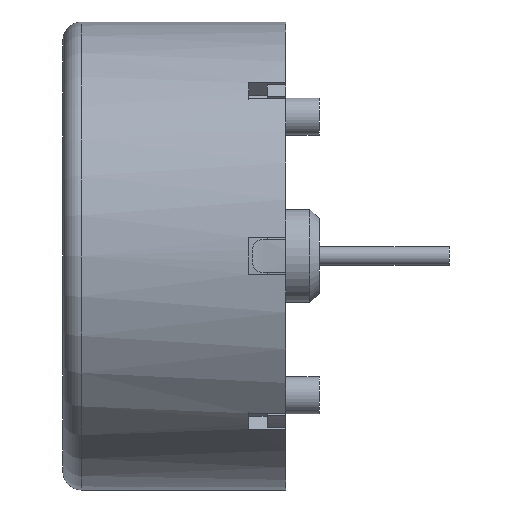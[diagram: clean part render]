
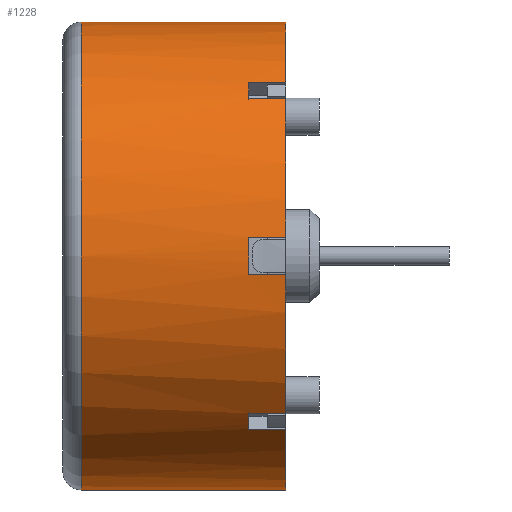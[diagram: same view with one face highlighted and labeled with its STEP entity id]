
A CAD part, left-side view. The second image highlights one B-rep face of the part: STEP entity #1228.
In plain terms, the highlighted cylindrical face has radius 6.3 mm (diameter 12.6 mm), a partial arc.
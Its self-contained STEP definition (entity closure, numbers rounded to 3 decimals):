
#1 = VERTEX_POINT ( 'NONE', #1615 ) ;
#35 = VERTEX_POINT ( 'NONE', #3322 ) ;
#37 = DIRECTION ( 'NONE',  ( 0., -1., 0. ) ) ;
#48 = DIRECTION ( 'NONE',  ( 0., 0., 1. ) ) ;
#52 = CARTESIAN_POINT ( 'NONE',  ( 0., 1.9, 0. ) ) ;
#73 = EDGE_CURVE ( 'NONE', #475, #35, #2652, .T. ) ;
#77 = LINE ( 'NONE', #3688, #120 ) ;
#101 = EDGE_CURVE ( 'NONE', #3515, #2774, #2967, .T. ) ;
#120 = VECTOR ( 'NONE', #2788, 1000. ) ;
#176 = VECTOR ( 'NONE', #1807, 1000. ) ;
#177 = VERTEX_POINT ( 'NONE', #836 ) ;
#189 = CARTESIAN_POINT ( 'NONE',  ( 0., 0.9, 0. ) ) ;
#191 = VECTOR ( 'NONE', #3718, 1000. ) ;
#223 = DIRECTION ( 'NONE',  ( 0., -1., 0. ) ) ;
#250 = CARTESIAN_POINT ( 'NONE',  ( -4.662, 0.9, -4.238 ) ) ;
#265 = DIRECTION ( 'NONE',  ( 0., 1., 0. ) ) ;
#325 = DIRECTION ( 'NONE',  ( 0., -1., 0. ) ) ;
#399 = CARTESIAN_POINT ( 'NONE',  ( 0., 6.4, 6.3 ) ) ;
#403 = EDGE_CURVE ( 'NONE', #1511, #1, #77, .T. ) ;
#418 = EDGE_CURVE ( 'NONE', #1511, #475, #1991, .T. ) ;
#475 = VERTEX_POINT ( 'NONE', #2333 ) ;
#485 = DIRECTION ( 'NONE',  ( 0., 1., 0. ) ) ;
#499 = CARTESIAN_POINT ( 'NONE',  ( 0., 31.619, -6.3 ) ) ;
#511 = CARTESIAN_POINT ( 'NONE',  ( -6.28, 1.9, 0.5 ) ) ;
#553 = CYLINDRICAL_SURFACE ( 'NONE', #2186, 6.3 ) ;
#561 = LINE ( 'NONE', #3137, #1617 ) ;
#572 = ORIENTED_EDGE ( 'NONE', *, *, #73, .T. ) ;
#599 = CARTESIAN_POINT ( 'NONE',  ( 0., 1.9, 0. ) ) ;
#613 = CARTESIAN_POINT ( 'NONE',  ( -4.662, 0.9, 4.238 ) ) ;
#616 = DIRECTION ( 'NONE',  ( 0., 0., 1. ) ) ;
#621 = CARTESIAN_POINT ( 'NONE',  ( -4.238, 1.9, -4.662 ) ) ;
#628 = CARTESIAN_POINT ( 'NONE',  ( -4.238, 1.9, 4.662 ) ) ;
#654 = AXIS2_PLACEMENT_3D ( 'NONE', #3432, #265, #1701 ) ;
#661 = CARTESIAN_POINT ( 'NONE',  ( 0., 6.4, 0. ) ) ;
#677 = EDGE_CURVE ( 'NONE', #922, #177, #972, .T. ) ;
#689 = CARTESIAN_POINT ( 'NONE',  ( -4.238, 1.9, 4.662 ) ) ;
#691 = ORIENTED_EDGE ( 'NONE', *, *, #2627, .T. ) ;
#717 = ORIENTED_EDGE ( 'NONE', *, *, #101, .F. ) ;
#744 = ORIENTED_EDGE ( 'NONE', *, *, #3488, .F. ) ;
#750 = DIRECTION ( 'NONE',  ( 0., 1., 0. ) ) ;
#836 = CARTESIAN_POINT ( 'NONE',  ( -6.28, 1.9, -0.5 ) ) ;
#879 = CARTESIAN_POINT ( 'NONE',  ( -4.662, 1.9, 4.238 ) ) ;
#888 = DIRECTION ( 'NONE',  ( 0., -1., 0. ) ) ;
#922 = VERTEX_POINT ( 'NONE', #2211 ) ;
#936 = ORIENTED_EDGE ( 'NONE', *, *, #1112, .F. ) ;
#938 = EDGE_CURVE ( 'NONE', #2869, #1, #1524, .T. ) ;
#972 = CIRCLE ( 'NONE', #1288, 6.3 ) ;
#997 = AXIS2_PLACEMENT_3D ( 'NONE', #661, #37, #48 ) ;
#1018 = VERTEX_POINT ( 'NONE', #3731 ) ;
#1039 = ORIENTED_EDGE ( 'NONE', *, *, #938, .T. ) ;
#1048 = VERTEX_POINT ( 'NONE', #250 ) ;
#1062 = LINE ( 'NONE', #1626, #3107 ) ;
#1078 = DIRECTION ( 'NONE',  ( 0., 0., 1. ) ) ;
#1084 = DIRECTION ( 'NONE',  ( 0., 0., -1. ) ) ;
#1112 = EDGE_CURVE ( 'NONE', #3682, #3735, #3342, .T. ) ;
#1117 = DIRECTION ( 'NONE',  ( 0., -1., 0. ) ) ;
#1164 = VERTEX_POINT ( 'NONE', #628 ) ;
#1192 = VECTOR ( 'NONE', #1357, 1000. ) ;
#1195 = ORIENTED_EDGE ( 'NONE', *, *, #2243, .T. ) ;
#1228 = ADVANCED_FACE ( 'NONE', ( #2358 ), #553, .T. ) ;
#1236 = AXIS2_PLACEMENT_3D ( 'NONE', #3407, #485, #1078 ) ;
#1249 = CARTESIAN_POINT ( 'NONE',  ( 0., 0.9, 0. ) ) ;
#1254 = DIRECTION ( 'NONE',  ( 0., -1., 0. ) ) ;
#1288 = AXIS2_PLACEMENT_3D ( 'NONE', #2809, #2780, #1084 ) ;
#1296 = ORIENTED_EDGE ( 'NONE', *, *, #3177, .T. ) ;
#1357 = DIRECTION ( 'NONE',  ( 0., -1., 0. ) ) ;
#1401 = AXIS2_PLACEMENT_3D ( 'NONE', #52, #888, #616 ) ;
#1468 = CARTESIAN_POINT ( 'NONE',  ( -4.662, 1.9, -4.238 ) ) ;
#1511 = VERTEX_POINT ( 'NONE', #399 ) ;
#1524 = CIRCLE ( 'NONE', #654, 6.3 ) ;
#1542 = ORIENTED_EDGE ( 'NONE', *, *, #418, .T. ) ;
#1573 = ORIENTED_EDGE ( 'NONE', *, *, #3046, .T. ) ;
#1575 = CIRCLE ( 'NONE', #1401, 6.3 ) ;
#1615 = CARTESIAN_POINT ( 'NONE',  ( 0., 0.9, 6.3 ) ) ;
#1617 = VECTOR ( 'NONE', #1117, 1000. ) ;
#1626 = CARTESIAN_POINT ( 'NONE',  ( -4.662, 1.9, -4.238 ) ) ;
#1645 = CIRCLE ( 'NONE', #2065, 6.3 ) ;
#1658 = ORIENTED_EDGE ( 'NONE', *, *, #2053, .F. ) ;
#1701 = DIRECTION ( 'NONE',  ( 0., 0., 1. ) ) ;
#1709 = ORIENTED_EDGE ( 'NONE', *, *, #403, .F. ) ;
#1807 = DIRECTION ( 'NONE',  ( 0., -1., 0. ) ) ;
#1932 = LINE ( 'NONE', #511, #1192 ) ;
#1991 = CIRCLE ( 'NONE', #997, 6.3 ) ;
#2053 = EDGE_CURVE ( 'NONE', #1164, #3515, #1645, .T. ) ;
#2065 = AXIS2_PLACEMENT_3D ( 'NONE', #599, #325, #3153 ) ;
#2122 = ORIENTED_EDGE ( 'NONE', *, *, #2997, .T. ) ;
#2162 = ORIENTED_EDGE ( 'NONE', *, *, #677, .F. ) ;
#2178 = LINE ( 'NONE', #689, #176 ) ;
#2186 = AXIS2_PLACEMENT_3D ( 'NONE', #2950, #1254, #2965 ) ;
#2211 = CARTESIAN_POINT ( 'NONE',  ( -6.28, 1.9, 0.5 ) ) ;
#2243 = EDGE_CURVE ( 'NONE', #3587, #1048, #1062, .T. ) ;
#2332 = EDGE_CURVE ( 'NONE', #2830, #2774, #2346, .T. ) ;
#2333 = CARTESIAN_POINT ( 'NONE',  ( 0., 6.4, -6.3 ) ) ;
#2346 = CIRCLE ( 'NONE', #2786, 6.3 ) ;
#2351 = DIRECTION ( 'NONE',  ( 0., -1., 0. ) ) ;
#2358 = FACE_OUTER_BOUND ( 'NONE', #2517, .T. ) ;
#2393 = DIRECTION ( 'NONE',  ( 0., 0., 1. ) ) ;
#2481 = VECTOR ( 'NONE', #2351, 1000. ) ;
#2501 = CARTESIAN_POINT ( 'NONE',  ( -4.662, 1.9, 4.238 ) ) ;
#2517 = EDGE_LOOP ( 'NONE', ( #1709, #1542, #572, #1573, #936, #744, #1195, #1296, #3495, #2162, #691, #2677, #717, #1658, #2122, #1039 ) ) ;
#2586 = CARTESIAN_POINT ( 'NONE',  ( -6.28, 0.9, 0.5 ) ) ;
#2624 = CIRCLE ( 'NONE', #1236, 6.3 ) ;
#2627 = EDGE_CURVE ( 'NONE', #922, #2830, #1932, .T. ) ;
#2646 = DIRECTION ( 'NONE',  ( 0., 1., 0. ) ) ;
#2652 = LINE ( 'NONE', #499, #191 ) ;
#2677 = ORIENTED_EDGE ( 'NONE', *, *, #2332, .T. ) ;
#2729 = DIRECTION ( 'NONE',  ( 0., -1., 0. ) ) ;
#2758 = EDGE_CURVE ( 'NONE', #177, #1018, #561, .T. ) ;
#2774 = VERTEX_POINT ( 'NONE', #613 ) ;
#2780 = DIRECTION ( 'NONE',  ( 0., -1., 0. ) ) ;
#2786 = AXIS2_PLACEMENT_3D ( 'NONE', #1249, #2646, #2393 ) ;
#2788 = DIRECTION ( 'NONE',  ( 0., -1., 0. ) ) ;
#2809 = CARTESIAN_POINT ( 'NONE',  ( 0., 1.9, 0. ) ) ;
#2830 = VERTEX_POINT ( 'NONE', #2586 ) ;
#2869 = VERTEX_POINT ( 'NONE', #2877 ) ;
#2877 = CARTESIAN_POINT ( 'NONE',  ( -4.238, 0.9, 4.662 ) ) ;
#2950 = CARTESIAN_POINT ( 'NONE',  ( 0., 31.619, 0. ) ) ;
#2965 = DIRECTION ( 'NONE',  ( 0., 0., -1. ) ) ;
#2967 = LINE ( 'NONE', #2501, #3556 ) ;
#2997 = EDGE_CURVE ( 'NONE', #1164, #2869, #2178, .T. ) ;
#3026 = AXIS2_PLACEMENT_3D ( 'NONE', #189, #750, #3606 ) ;
#3046 = EDGE_CURVE ( 'NONE', #35, #3735, #3123, .T. ) ;
#3107 = VECTOR ( 'NONE', #2729, 1000. ) ;
#3123 = CIRCLE ( 'NONE', #3026, 6.3 ) ;
#3137 = CARTESIAN_POINT ( 'NONE',  ( -6.28, 1.9, -0.5 ) ) ;
#3153 = DIRECTION ( 'NONE',  ( 0., 0., -1. ) ) ;
#3177 = EDGE_CURVE ( 'NONE', #1048, #1018, #2624, .T. ) ;
#3240 = CARTESIAN_POINT ( 'NONE',  ( -4.238, 0.9, -4.662 ) ) ;
#3322 = CARTESIAN_POINT ( 'NONE',  ( 0., 0.9, -6.3 ) ) ;
#3342 = LINE ( 'NONE', #621, #2481 ) ;
#3407 = CARTESIAN_POINT ( 'NONE',  ( 0., 0.9, 0. ) ) ;
#3432 = CARTESIAN_POINT ( 'NONE',  ( 0., 0.9, 0. ) ) ;
#3457 = CARTESIAN_POINT ( 'NONE',  ( -4.238, 1.9, -4.662 ) ) ;
#3488 = EDGE_CURVE ( 'NONE', #3587, #3682, #1575, .T. ) ;
#3495 = ORIENTED_EDGE ( 'NONE', *, *, #2758, .F. ) ;
#3515 = VERTEX_POINT ( 'NONE', #879 ) ;
#3556 = VECTOR ( 'NONE', #223, 1000. ) ;
#3587 = VERTEX_POINT ( 'NONE', #1468 ) ;
#3606 = DIRECTION ( 'NONE',  ( 0., 0., 1. ) ) ;
#3682 = VERTEX_POINT ( 'NONE', #3457 ) ;
#3688 = CARTESIAN_POINT ( 'NONE',  ( 0., 31.619, 6.3 ) ) ;
#3718 = DIRECTION ( 'NONE',  ( 0., -1., 0. ) ) ;
#3731 = CARTESIAN_POINT ( 'NONE',  ( -6.28, 0.9, -0.5 ) ) ;
#3735 = VERTEX_POINT ( 'NONE', #3240 ) ;
